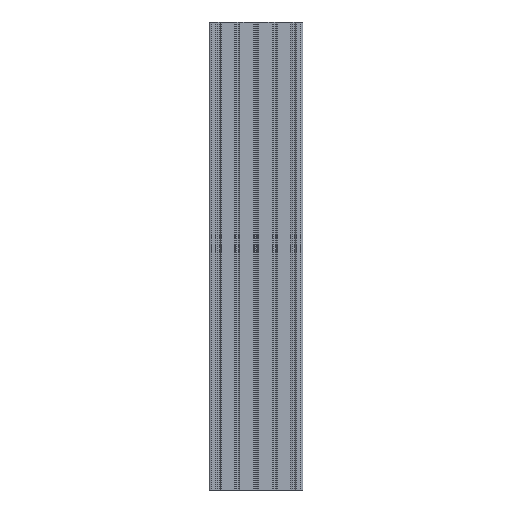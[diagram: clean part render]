
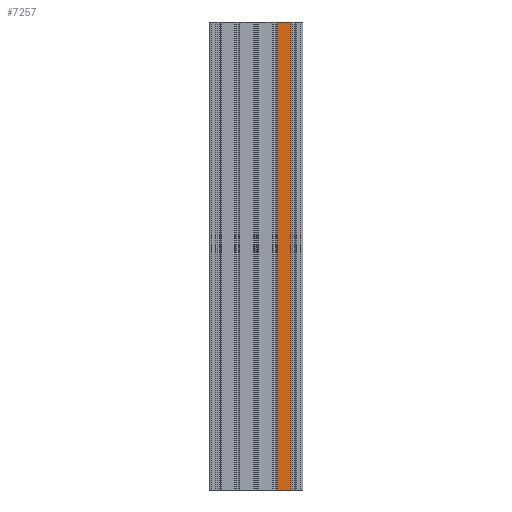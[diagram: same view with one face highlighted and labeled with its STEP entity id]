
A CAD part, front view. The second image highlights one B-rep face of the part: STEP entity #7257.
In plain terms, the highlighted planar face has unit normal (0, -1, 0).
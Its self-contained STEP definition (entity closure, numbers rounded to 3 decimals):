
#130=PLANE($,#7830);
#383=FACE_OUTER_BOUND($,#767,.T.);
#767=EDGE_LOOP($,(#5321,#5322,#5323,#5324));
#1317=LINE($,#11631,#1989);
#1318=LINE($,#11634,#1990);
#1319=LINE($,#11636,#1991);
#1320=LINE($,#11637,#1992);
#1989=VECTOR($,#9342,1000.);
#1990=VECTOR($,#9345,29.);
#1991=VECTOR($,#9346,29.);
#1992=VECTOR($,#9347,1000.);
#3129=VERTEX_POINT($,#11627);
#3130=VERTEX_POINT($,#11629);
#3131=VERTEX_POINT($,#11633);
#3132=VERTEX_POINT($,#11635);
#4043=EDGE_CURVE($,#3129,#3130,#1317,.T.);
#4044=EDGE_CURVE($,#3131,#3129,#1318,.T.);
#4045=EDGE_CURVE($,#3132,#3130,#1319,.T.);
#4046=EDGE_CURVE($,#3131,#3132,#1320,.T.);
#5321=ORIENTED_EDGE($,*,*,#4044,.T.);
#5322=ORIENTED_EDGE($,*,*,#4043,.T.);
#5323=ORIENTED_EDGE($,*,*,#4045,.F.);
#5324=ORIENTED_EDGE($,*,*,#4046,.F.);
#7257=ADVANCED_FACE($,(#383),#130,.T.);
#7830=AXIS2_PLACEMENT_3D($,#11632,#9343,#9344);
#9342=DIRECTION($,(0.,0.,1.));
#9343=DIRECTION('center_axis',(0.,-1.,0.));
#9344=DIRECTION('ref_axis',(1.,0.,0.));
#9345=DIRECTION($,(1.,0.,0.));
#9346=DIRECTION($,(1.,0.,0.));
#9347=DIRECTION($,(0.,0.,1.));
#11627=CARTESIAN_POINT('',(29.,-80.,0.));
#11629=CARTESIAN_POINT('',(29.,-80.,1000.));
#11631=CARTESIAN_POINT($,(29.,-80.,0.));
#11632=CARTESIAN_POINT('Origin',(0.,-80.,
0.));
#11633=CARTESIAN_POINT('',(0.,-80.,0.));
#11634=CARTESIAN_POINT($,(0.,-80.,0.));
#11635=CARTESIAN_POINT('',(0.,-80.,1000.));
#11636=CARTESIAN_POINT($,(0.,-80.,1000.));
#11637=CARTESIAN_POINT($,(0.,-80.,0.));
